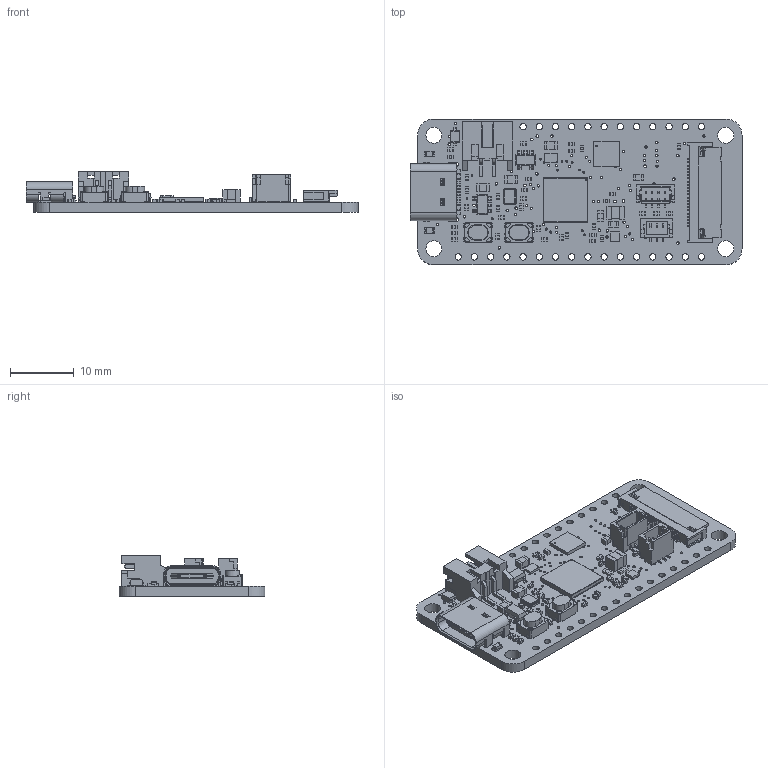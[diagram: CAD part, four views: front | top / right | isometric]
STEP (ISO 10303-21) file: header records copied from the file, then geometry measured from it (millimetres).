
FILE_DESCRIPTION(/* description */ (''),/* implementation_level */ '2;1');
FILE_NAME(/* name */ 'PCB Component.step',/* time_stamp */ '2024-11-14T19:30:31-05:00',/* author */ (''),/* organization */ (''),/* preprocessor_version */ 'ST-DEVELOPER v20',/* originating_system */ 'Autodesk Translation Framework v13.20.0.188',/* authorisation */ '');
FILE_SCHEMA (('AUTOMOTIVE_DESIGN { 1 0 10303 214 3 1 1 }'));
Products named in the file (22): PCB Component; Board; 10uF; ORANGE; 10K; KMR2; RT9080-3.3; JSTPH; MCP73831T-2ACI/OT; 10uF_1; WS2812B_SK6805_1515; 8MB QSPI; PMEG2020AEA; DMG3415UFY; USB Type C; 12MHz/10pF/50ohm; 10uF_0603; DNP; DFE252012F-3R3M=P2; 22p TOPCONTACT 0.5mm FPC; STEMMA_I2C_QTRA; JST_SH3
Assembly tree (59 placements, depth 2):
  PCB Component
    Board
    10uF  x3
    ORANGE  x2
    10K  x34
    KMR2  x2
    RT9080-3.3
    JSTPH
    MCP73831T-2ACI/OT
    10uF_1
    WS2812B_SK6805_1515
    8MB QSPI
    PMEG2020AEA
    DMG3415UFY
    USB Type C
    12MHz/10pF/50ohm
    10uF_0603  x2
    DNP
    DFE252012F-3R3M=P2
    22p TOPCONTACT 0.5mm FPC
    STEMMA_I2C_QTRA
    JST_SH3
Bounding box: 52 x 22.86 x 6.37 mm (x, y, z)
Volume: 2258.9 mm3; surface area: 5043.9 mm2
Topology: 228 solids, 228 shells, 3750 faces, 9436 edges, 6126 vertices
Faces by surface type: plane 2945, cylinder 693, sphere 54, torus 34, cone 14, bspline 10
Full cylindrical faces by diameter (mm): 0.15 x1, 0.199 x1, 0.3 x47, 0.35 x45, 0.381 x8, 0.394 x3, 0.4 x59, 0.5 x8, 0.65 x2, 1 x28, 2.5 x2, 2.54 x2
Entity records: 89786 total; most frequent: CARTESIAN_POINT 15545, ORIENTED_EDGE 14952, DIRECTION 14584, EDGE_CURVE 7476, LINE 6190, VECTOR 6190, VERTEX_POINT 4890, AXIS2_PLACEMENT_3D 4197
